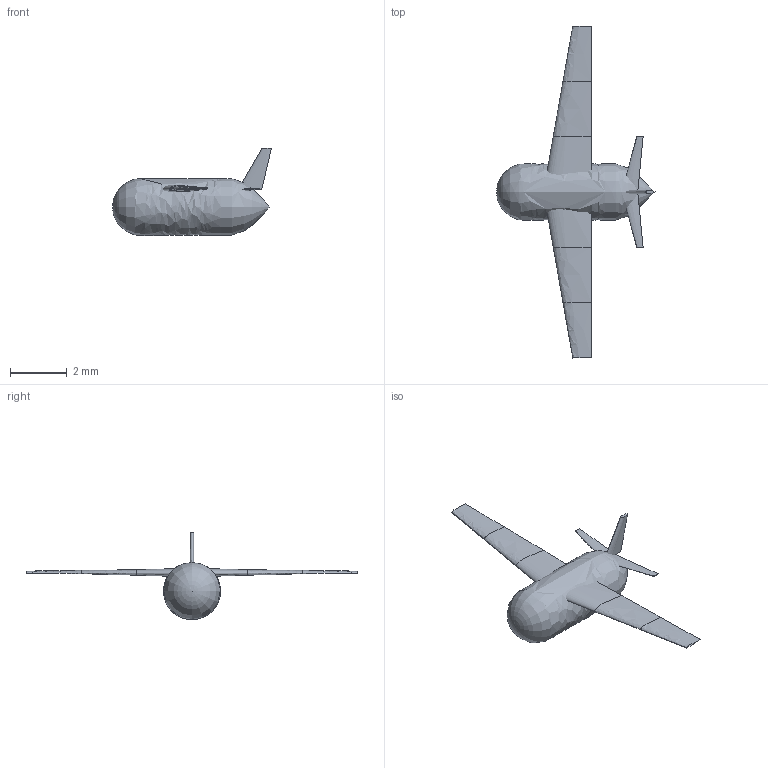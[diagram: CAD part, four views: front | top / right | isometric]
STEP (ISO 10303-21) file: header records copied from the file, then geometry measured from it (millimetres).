
FILE_DESCRIPTION(('Open CASCADE Model'),'2;1');
FILE_NAME('Open CASCADE Shape Model','2021-04-03T14:11:44',('Author'),( 'Open CASCADE'),'ParaPy 1.7.0 - Open CASCADE STEP processor 7.3', 'ParaPy 1.7.0 - Open CASCADE 7.3','Unknown');
FILE_SCHEMA(('AUTOMOTIVE_DESIGN { 1 0 10303 214 1 1 1 1 }'));
Length unit declared in the file: millimetre
Products named in the file (42): ROOT; fuselage; door_profile; 0; 1; doors; fuselage_curve; fuselage_surface; horizontal_tail; mirrored; profiles; curve; surface; main_wing; 2; 3; vertical_tail
Assembly tree (41 placements, depth 6):
  ROOT
    ROOT
      fuselage
        door_profile
          0
          1
        doors
          0
          1
        fuselage_curve
        fuselage_surface
      horizontal_tail
        mirrored
          0
        profiles
          0
            curve
          1
            curve
        surface
      main_wing
        mirrored
          0
          1
          2
        profiles
          0
            curve
          1
            curve
          2
            curve
          3
            curve
        surface
      vertical_tail
        profiles
          0
            curve
          1
            curve
        surface
Bounding box: 5.57 x 11.65 x 3.06 mm (x, y, z)
Volume: 0.8 mm3; surface area: 65.8 mm2
Topology: 3 solids, 8 shells, 16 faces, 53 edges, 60 vertices
Faces by surface type: bspline 9, plane 6, revolution 1
Entity records: 12252 total; most frequent: CARTESIAN_POINT 10815, DIRECTION 141, PRODUCT_DEFINITION_SHAPE 83, B_SPLINE_CURVE_WITH_KNOTS 49, AXIS2_PLACEMENT_3D 48, LINE 44, VECTOR 44, SHAPE_DEFINITION_REPRESENTATION 42
